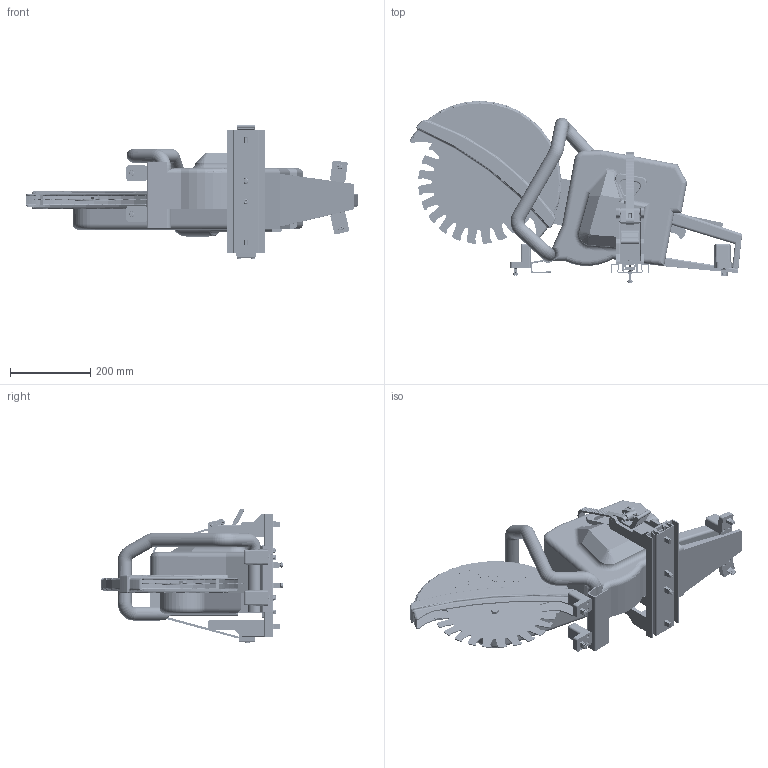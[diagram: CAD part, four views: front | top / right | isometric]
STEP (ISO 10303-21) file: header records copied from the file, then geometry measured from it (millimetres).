
FILE_DESCRIPTION (( 'STEP AP203' ), '1' );
FILE_NAME ('K5030.STEP', '2017-05-10T12:45:44', ( 'admin' ), ( 'Hewlett-Packard Company' ), 'SwSTEP 2.0', 'SolidWorks 2017', '' );
FILE_SCHEMA (( 'CONFIG_CONTROL_DESIGN' ));
Length unit declared in the file: inch
Products named in the file (24): 1007P; 7016; K12 Saw_white; 2046; 7003; 7050-12(Fastlok); 2054; 2069LN_MSHXNUT 0.250-20-S-N; 1020-201; 7051; 7048_2"; 1020-202; 1007; 1020-204; 3017_HFBOLT 0.25-20x1.25x0.75-C; K5030; 1020-203; 2023_collapsed; 1020-401; 1020-205-1(k12saw); guard_white; 1020-901; 2049; blade_white
Assembly tree (43 placements, depth 4):
  K5030
    K12 Saw_white
      guard_white
      blade_white
    7050-12(Fastlok)
    1020-201
    1020-202
    3017_HFBOLT 0.25-20x1.25x0.75-C  x4
    2023_collapsed  x2
    1020-205-1(k12saw)
    7003
      2049  x4
      7016  x4
    7048_2"
      3017_HFBOLT 0.25-20x1.25x0.75-C  x2
      2069LN_MSHXNUT 0.250-20-S-N  x2
    1020-901
      1020-204
      1020-203
      1020-401  x2
    1007  x4
      1007P
      7051
        2069LN_MSHXNUT 0.250-20-S-N
        2046
        2054
        7016
        3017_HFBOLT 0.25-20x1.25x0.75-C
Bounding box: 824.96 x 452.8 x 335.08 mm (x, y, z)
Volume: 14956030.7 mm3; surface area: 1475086.9 mm2
Topology: 63 solids, 63 shells, 5806 faces, 14604 edges, 9103 vertices
Faces by surface type: plane 1950, cone 1666, cylinder 1252, bspline 659, torus 249, sphere 30
Entity records: 112931 total; most frequent: CARTESIAN_POINT 44336, ORIENTED_EDGE 14264, DIRECTION 12682, EDGE_CURVE 7132, VERTEX_POINT 4545, AXIS2_PLACEMENT_3D 4241, LINE 4200, VECTOR 4200
